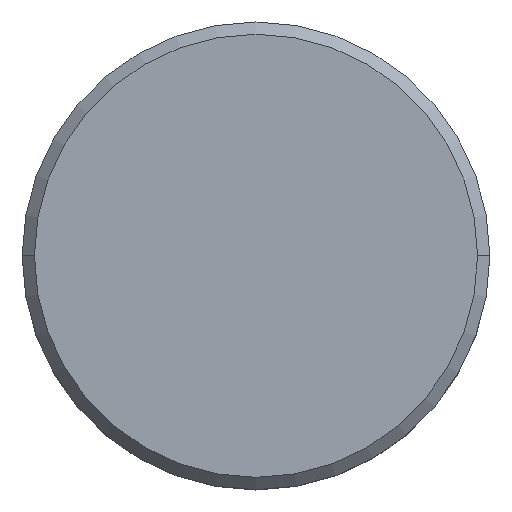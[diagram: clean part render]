
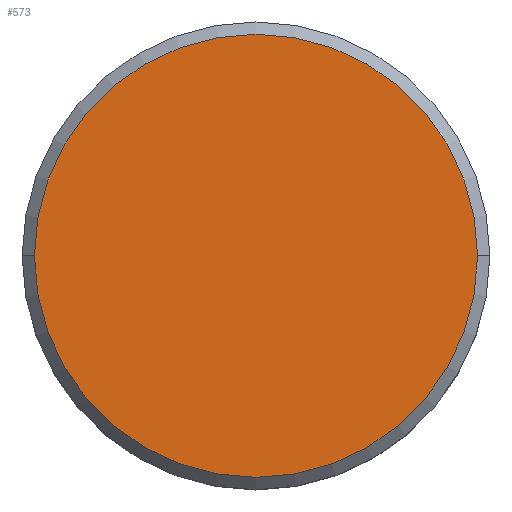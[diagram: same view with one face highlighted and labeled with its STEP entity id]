
A CAD part, top view. The second image highlights one B-rep face of the part: STEP entity #573.
In plain terms, the highlighted planar face has unit normal (0, 0, 1).
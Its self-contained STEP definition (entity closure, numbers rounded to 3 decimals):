
#6 = DIRECTION ( 'NONE',  ( 1., 0., 0. ) ) ;
#28 = VERTEX_POINT ( 'NONE', #577 ) ;
#110 = AXIS2_PLACEMENT_3D ( 'NONE', #339, #422, #377 ) ;
#120 = AXIS2_PLACEMENT_3D ( 'NONE', #476, #366, #499 ) ;
#237 = EDGE_LOOP ( 'NONE', ( #262, #243 ) ) ;
#243 = ORIENTED_EDGE ( 'NONE', *, *, #421, .T. ) ;
#262 = ORIENTED_EDGE ( 'NONE', *, *, #296, .T. ) ;
#296 = EDGE_CURVE ( 'NONE', #28, #538, #495, .T. ) ;
#297 = PLANE ( 'NONE',  #120 ) ;
#339 = CARTESIAN_POINT ( 'NONE',  ( 0., 0., 0. ) ) ;
#366 = DIRECTION ( 'NONE',  ( 0., 0., 1. ) ) ;
#377 = DIRECTION ( 'NONE',  ( 1., 0., 0. ) ) ;
#419 = DIRECTION ( 'NONE',  ( 0., 0., 1. ) ) ;
#421 = EDGE_CURVE ( 'NONE', #538, #28, #536, .T. ) ;
#422 = DIRECTION ( 'NONE',  ( 0., 0., 1. ) ) ;
#466 = CARTESIAN_POINT ( 'NONE',  ( 0., 0., 0. ) ) ;
#476 = CARTESIAN_POINT ( 'NONE',  ( 0., 0., 0. ) ) ;
#495 = CIRCLE ( 'NONE', #110, 9. ) ;
#496 = AXIS2_PLACEMENT_3D ( 'NONE', #466, #419, #6 ) ;
#499 = DIRECTION ( 'NONE',  ( 1., 0., 0. ) ) ;
#536 = CIRCLE ( 'NONE', #496, 9. ) ;
#538 = VERTEX_POINT ( 'NONE', #571 ) ;
#540 = FACE_OUTER_BOUND ( 'NONE', #237, .T. ) ;
#571 = CARTESIAN_POINT ( 'NONE',  ( 9., 0., 0. ) ) ;
#573 = ADVANCED_FACE ( 'NONE', ( #540 ), #297, .T. ) ;
#577 = CARTESIAN_POINT ( 'NONE',  ( -9., 0., 0. ) ) ;
